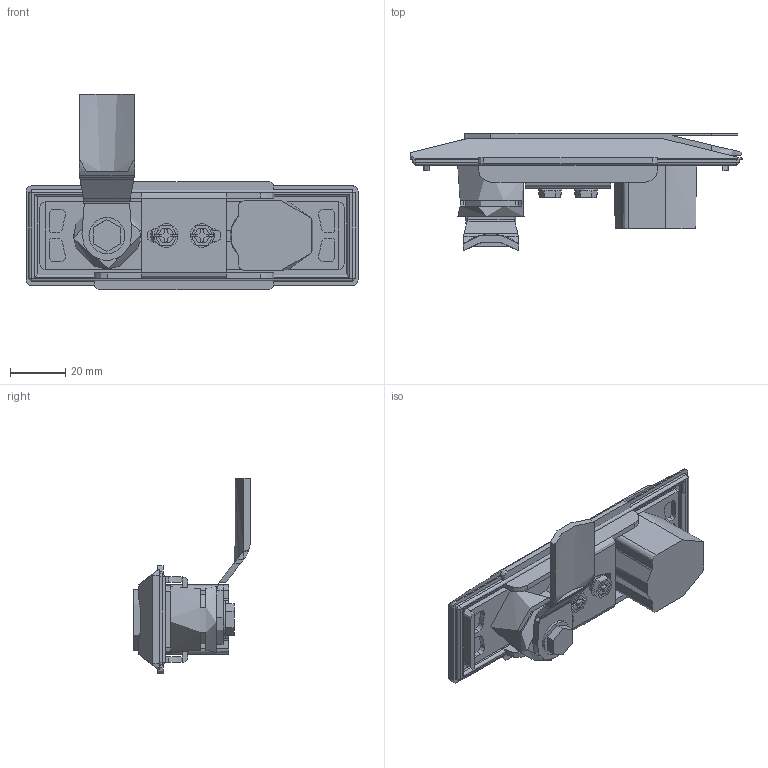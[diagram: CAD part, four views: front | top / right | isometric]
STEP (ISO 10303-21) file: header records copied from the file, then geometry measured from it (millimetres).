
FILE_DESCRIPTION( ( 'STEP AP214' ), '1' );
FILE_NAME( 'SK1-086-2.stp', '2024-01-16T06:20:43', ( 'License CC BY-ND 4.0' ), ( 'CADENAS' ), ' ', 'PARTsolutions', ' ' );
FILE_SCHEMA( ( 'AUTOMOTIVE_DESIGN { 1 0 10303 214 1 1 1 1 }' ) );
Length unit declared in the file: millimetre
Products named in the file (5): SK1-086-2; _SK1-086-2_6; _SK1-086-2_9; _SK1-086-2_7; _SK1-086-2_8
Assembly tree (4 placements, depth 2):
  SK1-086-2
    _SK1-086-2_6
    _SK1-086-2_9
    _SK1-086-2_7
    _SK1-086-2_8
Bounding box: 120 x 42.5 x 70.5 mm (x, y, z)
Volume: 64665.7 mm3
Topology: 3 solids, 7 shells, 410 faces, 1046 edges, 661 vertices
Faces by surface type: plane 221, cylinder 127, cone 58, sphere 4
Full cylindrical faces by diameter (mm): 4 x4, 8.5 x2, 10 x2, 13 x1, 16.2 x1, 17 x1, 20 x2, 20.29 x1, 24 x1
Entity records: 15269 total; most frequent: CARTESIAN_POINT 2122, DIRECTION 2089, ORIENTED_EDGE 1928, EDGE_CURVE 964, AXIS2_PLACEMENT_3D 738, VERTEX_POINT 651, LINE 613, VECTOR 613
